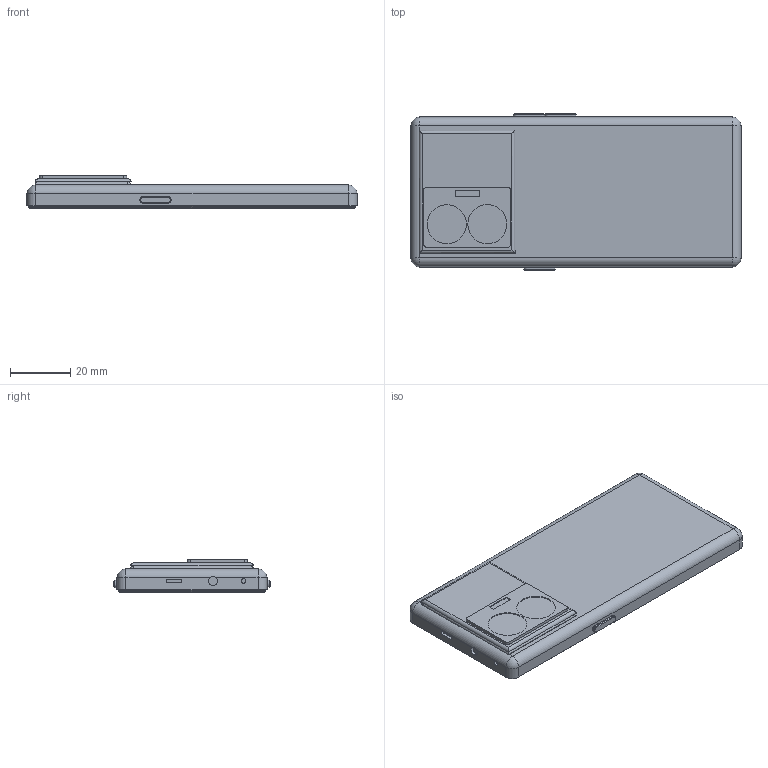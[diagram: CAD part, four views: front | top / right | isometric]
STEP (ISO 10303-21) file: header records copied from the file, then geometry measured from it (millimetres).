
FILE_DESCRIPTION (( 'STEP AP214' ), '1' );
FILE_NAME ('×°ÅäÌå1.STEP', '2025-01-15T09:52:20', ( '' ), ( '' ), 'SwSTEP 2.0', 'SolidWorks 2024', '' );
FILE_SCHEMA (( 'AUTOMOTIVE_DESIGN' ));
Length unit declared in the file: millimetre
Products named in the file (7): 零件2; 零件6; 零件3; 零件4; 装配体1; 零件5; 零件1
Assembly tree (8 placements, depth 2):
  装配体1
    零件1
    零件2  x3
    零件4
    零件5
    零件6
    零件3
Bounding box: 110 x 52 x 10.7 mm (x, y, z)
Volume: 43969.9 mm3; surface area: 20853.2 mm2
Topology: 8 solids, 8 shells, 316 faces, 740 edges, 463 vertices
Faces by surface type: plane 173, cylinder 110, cone 26, sphere 7
Entity records: 8026 total; most frequent: DIRECTION 1397, CARTESIAN_POINT 1376, ORIENTED_EDGE 1278, EDGE_CURVE 639, AXIS2_PLACEMENT_3D 484, VECTOR 429, LINE 429, VERTEX_POINT 409
